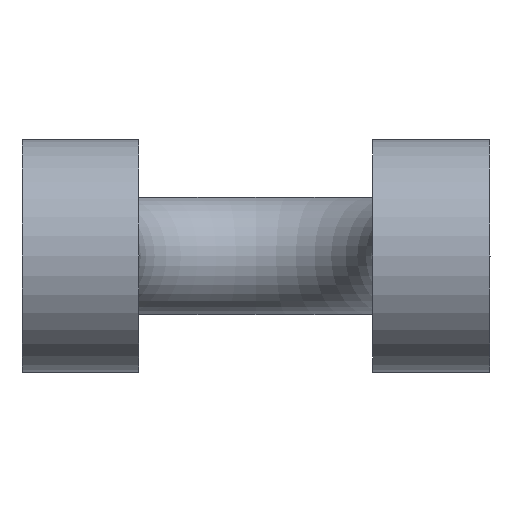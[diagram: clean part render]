
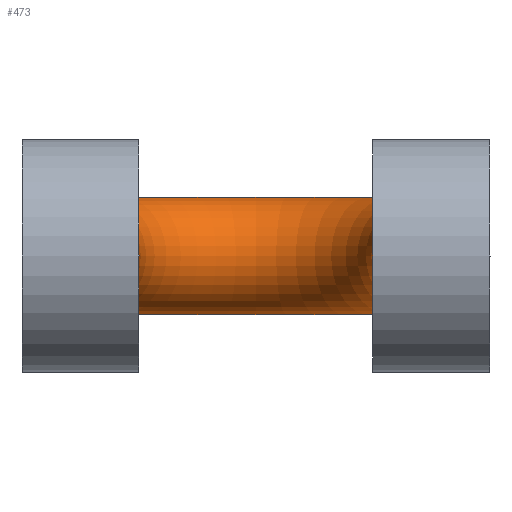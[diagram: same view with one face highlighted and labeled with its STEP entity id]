
A CAD part, left-side view. The second image highlights one B-rep face of the part: STEP entity #473.
In plain terms, the highlighted toroidal (fillet/blend) face has major radius 15 mm and minor radius 5 mm.
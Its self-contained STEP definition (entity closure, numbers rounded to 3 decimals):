
#15=TOROIDAL_SURFACE('',#558,15.,5.);
#60=FACE_OUTER_BOUND('',#92,.T.);
#92=EDGE_LOOP('',(#421,#422,#423,#424));
#188=CIRCLE('',#557,5.);
#189=CIRCLE('',#559,10.);
#190=CIRCLE('',#560,5.);
#230=VERTEX_POINT('',#851);
#231=VERTEX_POINT('',#855);
#295=EDGE_CURVE('',#230,#230,#188,.T.);
#296=EDGE_CURVE('',#230,#231,#189,.T.);
#297=EDGE_CURVE('',#231,#231,#190,.T.);
#421=ORIENTED_EDGE('',*,*,#295,.F.);
#422=ORIENTED_EDGE('',*,*,#296,.T.);
#423=ORIENTED_EDGE('',*,*,#297,.T.);
#424=ORIENTED_EDGE('',*,*,#296,.F.);
#473=ADVANCED_FACE('',(#60),#15,.T.);
#557=AXIS2_PLACEMENT_3D('',#853,#712,#713);
#558=AXIS2_PLACEMENT_3D('',#854,#714,#715);
#559=AXIS2_PLACEMENT_3D('',#856,#716,#717);
#560=AXIS2_PLACEMENT_3D('',#857,#718,#719);
#712=DIRECTION('center_axis',(-1.,0.,0.));
#713=DIRECTION('ref_axis',(0.,-1.,0.));
#714=DIRECTION('center_axis',(0.,0.,-1.));
#715=DIRECTION('ref_axis',(1.,0.,0.));
#716=DIRECTION('center_axis',(0.,0.,1.));
#717=DIRECTION('ref_axis',(1.,0.,0.));
#718=DIRECTION('center_axis',(1.,0.,0.));
#719=DIRECTION('ref_axis',(0.,1.,0.));
#851=CARTESIAN_POINT('',(65.,-25.,0.));
#853=CARTESIAN_POINT('Origin',(65.,-30.,0.));
#854=CARTESIAN_POINT('Origin',(65.,-15.,0.));
#855=CARTESIAN_POINT('',(65.,-5.,0.));
#856=CARTESIAN_POINT('Origin',(65.,-15.,0.));
#857=CARTESIAN_POINT('Origin',(65.,0.,0.));
